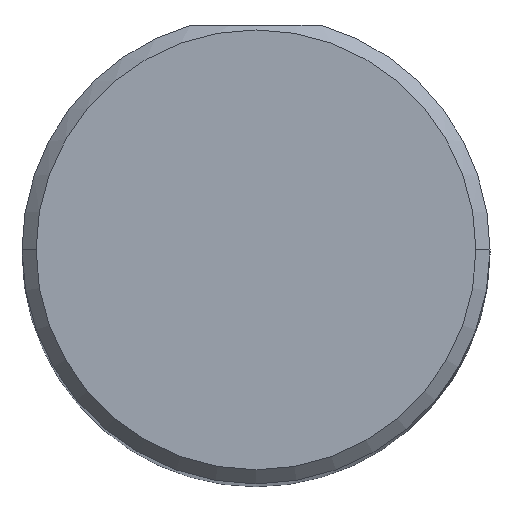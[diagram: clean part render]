
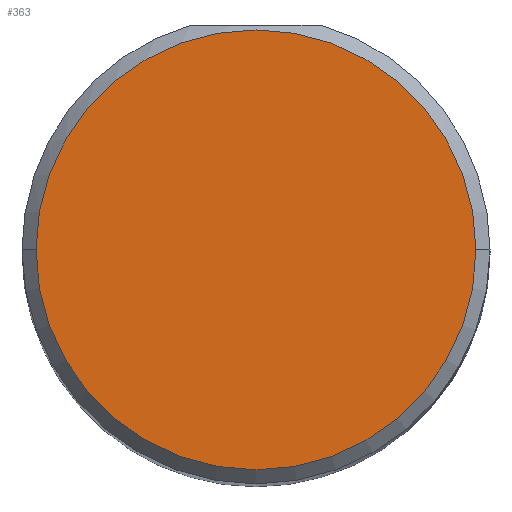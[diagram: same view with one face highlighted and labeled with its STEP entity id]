
A CAD part, top view. The second image highlights one B-rep face of the part: STEP entity #363.
In plain terms, the highlighted planar face has unit normal (0, 0, 1).
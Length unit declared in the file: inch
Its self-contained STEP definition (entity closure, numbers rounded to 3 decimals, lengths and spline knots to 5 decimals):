
#1 = ORIENTED_EDGE ( 'NONE', *, *, #58, .T. ) ;
#21 = CARTESIAN_POINT ( 'NONE',  ( 0., 0., 3. ) ) ;
#37 = DIRECTION ( 'NONE',  ( 0., 0., 1. ) ) ;
#58 = EDGE_CURVE ( 'NONE', #448, #706, #502, .T. ) ;
#61 = AXIS2_PLACEMENT_3D ( 'NONE', #641, #37, #374 ) ;
#69 = AXIS2_PLACEMENT_3D ( 'NONE', #581, #412, #526 ) ;
#120 = CIRCLE ( 'NONE', #61, 0.235 ) ;
#199 = CARTESIAN_POINT ( 'NONE',  ( -0.235, 0., 3. ) ) ;
#219 = CARTESIAN_POINT ( 'NONE',  ( 0.235, 0., 3. ) ) ;
#222 = EDGE_LOOP ( 'NONE', ( #1, #249 ) ) ;
#249 = ORIENTED_EDGE ( 'NONE', *, *, #562, .T. ) ;
#301 = PLANE ( 'NONE',  #69 ) ;
#323 = AXIS2_PLACEMENT_3D ( 'NONE', #21, #690, #477 ) ;
#363 = ADVANCED_FACE ( 'NONE', ( #674 ), #301, .T. ) ;
#374 = DIRECTION ( 'NONE',  ( 1., 0., 0. ) ) ;
#412 = DIRECTION ( 'NONE',  ( 0., 0., 1. ) ) ;
#448 = VERTEX_POINT ( 'NONE', #199 ) ;
#477 = DIRECTION ( 'NONE',  ( 1., 0., 0. ) ) ;
#502 = CIRCLE ( 'NONE', #323, 0.235 ) ;
#526 = DIRECTION ( 'NONE',  ( 1., 0., 0. ) ) ;
#562 = EDGE_CURVE ( 'NONE', #706, #448, #120, .T. ) ;
#581 = CARTESIAN_POINT ( 'NONE',  ( 0., 0., 3. ) ) ;
#641 = CARTESIAN_POINT ( 'NONE',  ( 0., 0., 3. ) ) ;
#674 = FACE_OUTER_BOUND ( 'NONE', #222, .T. ) ;
#690 = DIRECTION ( 'NONE',  ( 0., 0., 1. ) ) ;
#706 = VERTEX_POINT ( 'NONE', #219 ) ;
